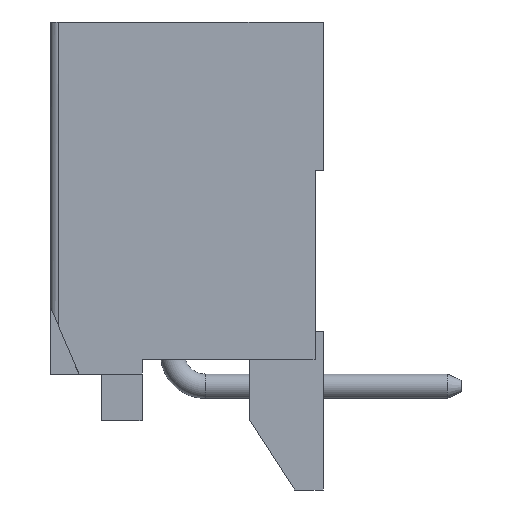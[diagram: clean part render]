
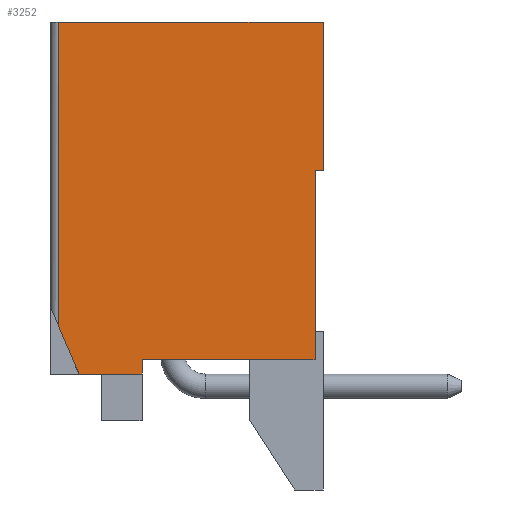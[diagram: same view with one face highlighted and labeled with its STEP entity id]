
A CAD part, left-side view. The second image highlights one B-rep face of the part: STEP entity #3252.
In plain terms, the highlighted planar face has unit normal (-1, 0, 0).
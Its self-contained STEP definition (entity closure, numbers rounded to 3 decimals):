
#33=DIRECTION('',(0.,-1.,0.));
#34=VECTOR('',#33,1.55);
#35=CARTESIAN_POINT('',(-3.7,2.65,-4.325));
#36=LINE('',#35,#34);
#139=DIRECTION('',(0.,-1.,0.));
#140=VECTOR('',#139,6.5);
#141=CARTESIAN_POINT('',(-3.7,3.15,4.325));
#142=LINE('',#141,#140);
#791=DIRECTION('',(0.,0.,-1.));
#792=VECTOR('',#791,7.471);
#793=CARTESIAN_POINT('',(-3.7,3.15,4.325));
#794=LINE('',#793,#792);
#815=DIRECTION('',(0.,1.,0.));
#816=VECTOR('',#815,0.2);
#817=CARTESIAN_POINT('',(-3.7,-3.35,0.675));
#818=LINE('',#817,#816);
#819=DIRECTION('',(0.,0.,1.));
#820=VECTOR('',#819,4.65);
#821=CARTESIAN_POINT('',(-3.7,-3.15,-3.975));
#822=LINE('',#821,#820);
#823=DIRECTION('',(0.,-1.,0.));
#824=VECTOR('',#823,4.25);
#825=CARTESIAN_POINT('',(-3.7,1.1,-3.975));
#826=LINE('',#825,#824);
#827=DIRECTION('',(0.,0.,1.));
#828=VECTOR('',#827,0.35);
#829=CARTESIAN_POINT('',(-3.7,1.1,-4.325));
#830=LINE('',#829,#828);
#831=DIRECTION('',(0.,-0.391,-0.921));
#832=VECTOR('',#831,1.28);
#833=CARTESIAN_POINT('',(-3.7,3.15,-3.146));
#834=LINE('',#833,#832);
#843=DIRECTION('',(0.,0.,1.));
#844=VECTOR('',#843,3.65);
#845=CARTESIAN_POINT('',(-3.7,-3.35,0.675));
#846=LINE('',#845,#844);
#1669=CARTESIAN_POINT('',(-3.7,-3.35,0.675));
#1670=CARTESIAN_POINT('',(-3.7,-3.15,0.675));
#1671=VERTEX_POINT('',#1669);
#1672=VERTEX_POINT('',#1670);
#1673=CARTESIAN_POINT('',(-3.7,-3.15,-3.975));
#1674=VERTEX_POINT('',#1673);
#1681=CARTESIAN_POINT('',(-3.7,-3.35,4.325));
#1682=VERTEX_POINT('',#1681);
#1741=CARTESIAN_POINT('',(-3.7,1.1,-4.325));
#1742=CARTESIAN_POINT('',(-3.7,1.1,-3.975));
#1743=VERTEX_POINT('',#1741);
#1744=VERTEX_POINT('',#1742);
#1841=CARTESIAN_POINT('',(-3.7,3.15,4.325));
#1842=CARTESIAN_POINT('',(-3.7,3.15,-3.146));
#1843=VERTEX_POINT('',#1841);
#1844=VERTEX_POINT('',#1842);
#2139=CARTESIAN_POINT('',(-3.7,2.65,-4.325));
#2140=VERTEX_POINT('',#2139);
#3230=CARTESIAN_POINT('',(-3.7,3.35,-4.325));
#3231=DIRECTION('',(-1.,0.,0.));
#3232=DIRECTION('',(0.,-1.,0.));
#3233=AXIS2_PLACEMENT_3D('',#3230,#3231,#3232);
#3234=PLANE('',#3233);
#3235=ORIENTED_EDGE('',*,*,#3221,.F.);
#3236=ORIENTED_EDGE('',*,*,#2257,.T.);
#3238=ORIENTED_EDGE('',*,*,#3237,.F.);
#3240=ORIENTED_EDGE('',*,*,#3239,.T.);
#3242=ORIENTED_EDGE('',*,*,#3241,.F.);
#3244=ORIENTED_EDGE('',*,*,#3243,.F.);
#3246=ORIENTED_EDGE('',*,*,#3245,.F.);
#3247=ORIENTED_EDGE('',*,*,#2164,.F.);
#3249=ORIENTED_EDGE('',*,*,#3248,.F.);
#3250=EDGE_LOOP('',(#3235,#3236,#3238,#3240,#3242,#3244,#3246,#3247,#3249));
#3251=FACE_OUTER_BOUND('',#3250,.F.);
#3252=ADVANCED_FACE('',(#3251),#3234,.T.);
#2164=EDGE_CURVE('',#2140,#1743,#36,.T.);
#2257=EDGE_CURVE('',#1843,#1682,#142,.T.);
#3221=EDGE_CURVE('',#1843,#1844,#794,.T.);
#3237=EDGE_CURVE('',#1671,#1682,#846,.T.);
#3239=EDGE_CURVE('',#1671,#1672,#818,.T.);
#3241=EDGE_CURVE('',#1674,#1672,#822,.T.);
#3243=EDGE_CURVE('',#1744,#1674,#826,.T.);
#3245=EDGE_CURVE('',#1743,#1744,#830,.T.);
#3248=EDGE_CURVE('',#1844,#2140,#834,.T.);
